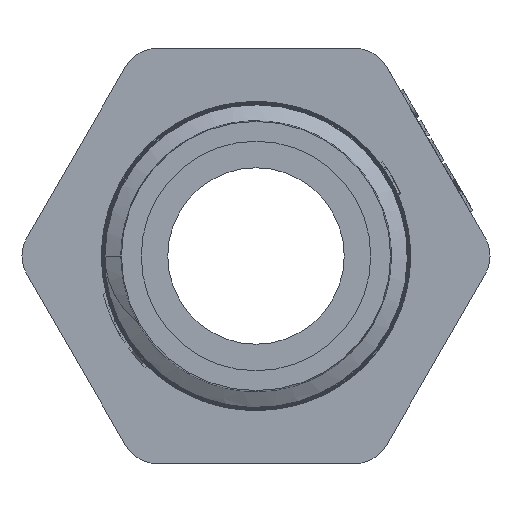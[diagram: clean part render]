
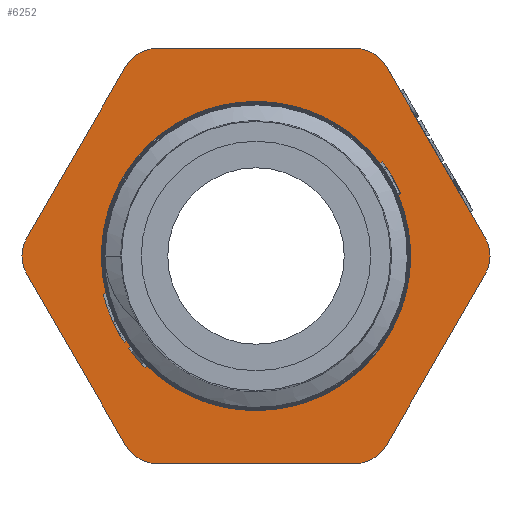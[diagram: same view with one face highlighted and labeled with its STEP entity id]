
A CAD part, left-side view. The second image highlights one B-rep face of the part: STEP entity #6252.
In plain terms, the highlighted planar face has unit normal (-1, 0, 0).
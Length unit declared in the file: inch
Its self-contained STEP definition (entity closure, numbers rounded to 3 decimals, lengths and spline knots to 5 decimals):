
#48=FACE_BOUND('',#855,.T.);
#240=PLANE('',#6637);
#485=FACE_OUTER_BOUND('',#854,.T.);
#854=EDGE_LOOP('',(#4725,#4726,#4727,#4728,#4729,#4730,#4731,#4732,#4733,
#4734,#4735,#4736));
#855=EDGE_LOOP('',(#4737));
#1426=CIRCLE('',#6587,0.525);
#1444=CIRCLE('',#6638,0.125);
#1445=CIRCLE('',#6639,0.125);
#1446=CIRCLE('',#6640,0.125);
#1447=CIRCLE('',#6641,0.125);
#1448=CIRCLE('',#6642,0.125);
#1449=CIRCLE('',#6643,0.125);
#1618=LINE('',#11922,#2214);
#1619=LINE('',#11926,#2215);
#1620=LINE('',#11930,#2216);
#1621=LINE('',#11934,#2217);
#1622=LINE('',#11938,#2218);
#1623=LINE('',#11941,#2219);
#2214=VECTOR('',#7229,0.6703);
#2215=VECTOR('',#7232,0.6703);
#2216=VECTOR('',#7235,0.6703);
#2217=VECTOR('',#7238,0.6703);
#2218=VECTOR('',#7241,0.6703);
#2219=VECTOR('',#7244,0.6703);
#2796=VERTEX_POINT('',#9214);
#2850=VERTEX_POINT('',#11918);
#2851=VERTEX_POINT('',#11919);
#2852=VERTEX_POINT('',#11921);
#2853=VERTEX_POINT('',#11923);
#2854=VERTEX_POINT('',#11925);
#2855=VERTEX_POINT('',#11927);
#2856=VERTEX_POINT('',#11929);
#2857=VERTEX_POINT('',#11931);
#2858=VERTEX_POINT('',#11933);
#2859=VERTEX_POINT('',#11935);
#2860=VERTEX_POINT('',#11937);
#2861=VERTEX_POINT('',#11939);
#3453=EDGE_CURVE('',#2796,#2796,#1426,.T.);
#3553=EDGE_CURVE('',#2850,#2851,#1444,.T.);
#3554=EDGE_CURVE('',#2852,#2850,#1618,.T.);
#3555=EDGE_CURVE('',#2853,#2852,#1445,.T.);
#3556=EDGE_CURVE('',#2854,#2853,#1619,.T.);
#3557=EDGE_CURVE('',#2855,#2854,#1446,.T.);
#3558=EDGE_CURVE('',#2856,#2855,#1620,.T.);
#3559=EDGE_CURVE('',#2857,#2856,#1447,.T.);
#3560=EDGE_CURVE('',#2858,#2857,#1621,.T.);
#3561=EDGE_CURVE('',#2859,#2858,#1448,.T.);
#3562=EDGE_CURVE('',#2860,#2859,#1622,.T.);
#3563=EDGE_CURVE('',#2861,#2860,#1449,.T.);
#3564=EDGE_CURVE('',#2851,#2861,#1623,.T.);
#4725=ORIENTED_EDGE('',*,*,#3553,.F.);
#4726=ORIENTED_EDGE('',*,*,#3554,.F.);
#4727=ORIENTED_EDGE('',*,*,#3555,.F.);
#4728=ORIENTED_EDGE('',*,*,#3556,.F.);
#4729=ORIENTED_EDGE('',*,*,#3557,.F.);
#4730=ORIENTED_EDGE('',*,*,#3558,.F.);
#4731=ORIENTED_EDGE('',*,*,#3559,.F.);
#4732=ORIENTED_EDGE('',*,*,#3560,.F.);
#4733=ORIENTED_EDGE('',*,*,#3561,.F.);
#4734=ORIENTED_EDGE('',*,*,#3562,.F.);
#4735=ORIENTED_EDGE('',*,*,#3563,.F.);
#4736=ORIENTED_EDGE('',*,*,#3564,.F.);
#4737=ORIENTED_EDGE('',*,*,#3453,.T.);
#6252=ADVANCED_FACE('',(#485,#48),#240,.T.);
#6587=AXIS2_PLACEMENT_3D('',#9215,#7070,#7071);
#6637=AXIS2_PLACEMENT_3D('',#11917,#7225,#7226);
#6638=AXIS2_PLACEMENT_3D('',#11920,#7227,#7228);
#6639=AXIS2_PLACEMENT_3D('',#11924,#7230,#7231);
#6640=AXIS2_PLACEMENT_3D('',#11928,#7233,#7234);
#6641=AXIS2_PLACEMENT_3D('',#11932,#7236,#7237);
#6642=AXIS2_PLACEMENT_3D('',#11936,#7239,#7240);
#6643=AXIS2_PLACEMENT_3D('',#11940,#7242,#7243);
#7070=DIRECTION('center_axis',(1.,0.,0.));
#7071=DIRECTION('ref_axis',(0.,0.,-1.));
#7225=DIRECTION('center_axis',(-1.,0.,0.));
#7226=DIRECTION('ref_axis',(0.,0.,1.));
#7227=DIRECTION('center_axis',(1.,0.,0.));
#7228=DIRECTION('ref_axis',(0.,-0.5,-0.866));
#7229=DIRECTION('',(0.,0.5,-0.866));
#7230=DIRECTION('center_axis',(1.,0.,0.));
#7231=DIRECTION('ref_axis',(0.,-1.,0.));
#7232=DIRECTION('',(0.,-0.5,-0.866));
#7233=DIRECTION('center_axis',(1.,0.,0.));
#7234=DIRECTION('ref_axis',(0.,-0.5,0.866));
#7235=DIRECTION('',(0.,-1.,0.));
#7236=DIRECTION('center_axis',(1.,0.,0.));
#7237=DIRECTION('ref_axis',(0.,0.5,0.866));
#7238=DIRECTION('',(0.,-0.5,0.866));
#7239=DIRECTION('center_axis',(1.,0.,0.));
#7240=DIRECTION('ref_axis',(0.,1.,0.));
#7241=DIRECTION('',(0.,0.5,0.866));
#7242=DIRECTION('center_axis',(1.,0.,0.));
#7243=DIRECTION('ref_axis',(0.,0.5,-0.866));
#7244=DIRECTION('',(0.,1.,0.));
#9214=CARTESIAN_POINT('',(0.9375,0.525,0.));
#9215=CARTESIAN_POINT('Origin',(0.9375,0.,0.));
#11917=CARTESIAN_POINT('Origin',(0.9375,0.7055,0.));
#11918=CARTESIAN_POINT('',(0.9375,-0.44341,-0.643));
#11919=CARTESIAN_POINT('',(0.9375,-0.33515,-0.7055));
#11920=CARTESIAN_POINT('Origin',(0.9375,-0.33515,-0.5805));
#11921=CARTESIAN_POINT('',(0.9375,-0.77856,-0.0625));
#11922=CARTESIAN_POINT('',(0.9375,-0.50915,-0.52913));
#11923=CARTESIAN_POINT('',(0.9375,-0.77856,0.0625));
#11924=CARTESIAN_POINT('Origin',(0.9375,-0.6703,0.));
#11925=CARTESIAN_POINT('',(0.9375,-0.44341,0.643));
#11926=CARTESIAN_POINT('',(0.9375,-0.71281,0.17638));
#11927=CARTESIAN_POINT('',(0.9375,-0.33515,0.7055));
#11928=CARTESIAN_POINT('Origin',(0.9375,-0.33515,0.5805));
#11929=CARTESIAN_POINT('',(0.9375,0.33515,0.7055));
#11930=CARTESIAN_POINT('',(0.9375,-0.20366,0.7055));
#11931=CARTESIAN_POINT('',(0.9375,0.44341,0.643));
#11932=CARTESIAN_POINT('Origin',(0.9375,0.33515,0.5805));
#11933=CARTESIAN_POINT('',(0.9375,0.77856,0.0625));
#11934=CARTESIAN_POINT('',(0.9375,0.50915,0.52913));
#11935=CARTESIAN_POINT('',(0.9375,0.77856,-0.0625));
#11936=CARTESIAN_POINT('Origin',(0.9375,0.6703,0.));
#11937=CARTESIAN_POINT('',(0.9375,0.44341,-0.643));
#11938=CARTESIAN_POINT('',(0.9375,0.71281,-0.17638));
#11939=CARTESIAN_POINT('',(0.9375,0.33515,-0.7055));
#11940=CARTESIAN_POINT('Origin',(0.9375,0.33515,-0.5805));
#11941=CARTESIAN_POINT('',(0.9375,0.20366,-0.7055));
